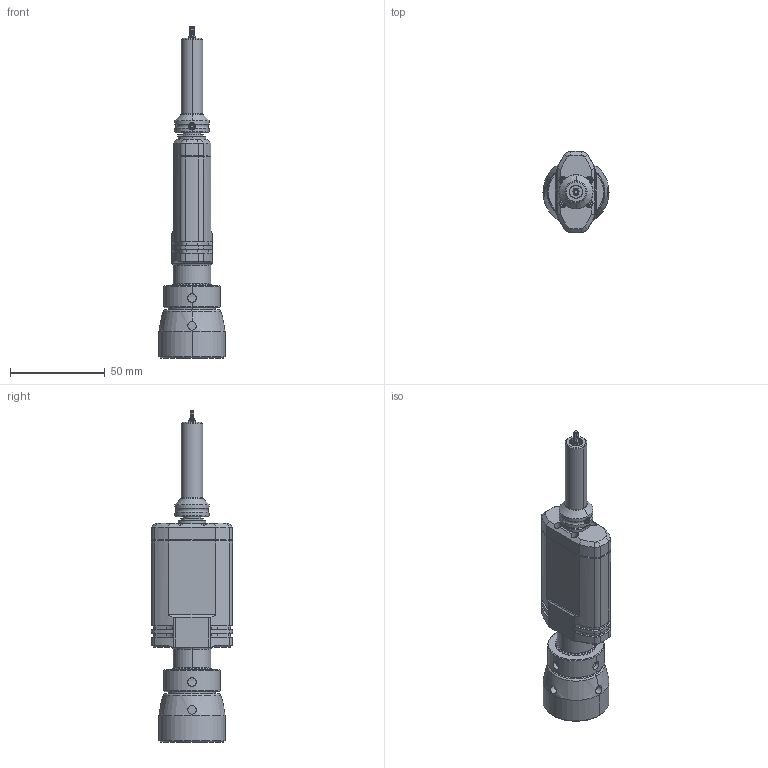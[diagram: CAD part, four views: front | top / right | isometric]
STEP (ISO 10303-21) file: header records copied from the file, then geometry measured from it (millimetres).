
FILE_DESCRIPTION((''),'2;1');
FILE_NAME('3513001105_SW0001','2024-01-31T23:08:36',('INEdipo'),(''),'CREO PARAMETRIC BY PTC INC, 2022414','CREO PARAMETRIC BY PTC INC, 2022414','');
FILE_SCHEMA(('AP242_MANAGED_MODEL_BASED_3D_ENGINEERING_MIM_LF { 1 0 10303 442 1 1 4 }'));
Length unit declared in the file: inch
Products named in the file (1): 3513001105_SW0001
Bounding box: 35 x 42.97 x 175.57 mm (x, y, z)
Volume: 92464.3 mm3; surface area: 18559.6 mm2
Topology: 1 solids, 1 shells, 789 faces, 2155 edges, 1378 vertices
Faces by surface type: cylinder 339, plane 240, cone 94, extrusion 94, bspline 14, torus 8
Entity records: 34299 total; most frequent: CARTESIAN_POINT 8773, ORIENTED_EDGE 4286, DIRECTION 3897, EDGE_CURVE 2143, AXIS2_PLACEMENT_3D 1437, VERTEX_POINT 1378, VECTOR 1023, LINE 929
